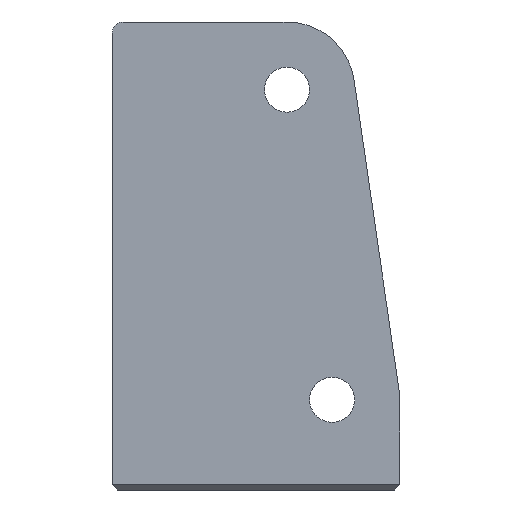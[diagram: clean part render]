
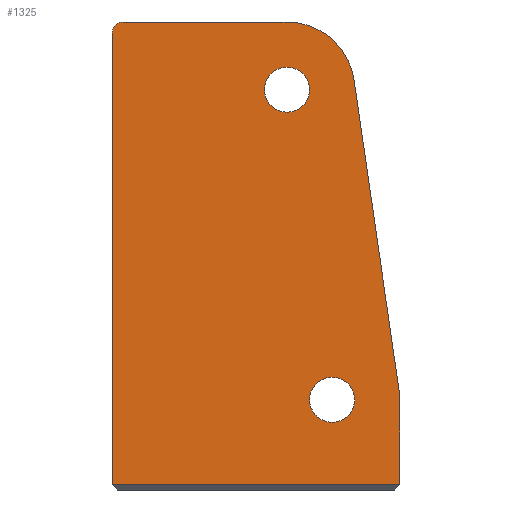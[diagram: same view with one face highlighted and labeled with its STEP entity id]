
A CAD part, left-side view. The second image highlights one B-rep face of the part: STEP entity #1325.
In plain terms, the highlighted planar face has unit normal (-1, 0, 0).
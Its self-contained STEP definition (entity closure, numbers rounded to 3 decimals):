
#57 = VERTEX_POINT ( 'NONE', #1164 ) ;
#63 = ORIENTED_EDGE ( 'NONE', *, *, #1471, .T. ) ;
#65 = CIRCLE ( 'NONE', #660, 2. ) ;
#72 = CARTESIAN_POINT ( 'NONE',  ( -4., -10., 36.5 ) ) ;
#116 = AXIS2_PLACEMENT_3D ( 'NONE', #1555, #2541, #1624 ) ;
#155 = DIRECTION ( 'NONE',  ( 1., 0., 0. ) ) ;
#174 = EDGE_CURVE ( 'NONE', #962, #2885, #2167, .T. ) ;
#256 = CARTESIAN_POINT ( 'NONE',  ( -4., -14., 7. ) ) ;
#261 = EDGE_LOOP ( 'NONE', ( #2590, #2348 ) ) ;
#267 = ORIENTED_EDGE ( 'NONE', *, *, #377, .T. ) ;
#299 = VERTEX_POINT ( 'NONE', #3028 ) ;
#349 = CARTESIAN_POINT ( 'NONE',  ( -4., -20., 40.5 ) ) ;
#353 = EDGE_CURVE ( 'NONE', #299, #358, #2831, .T. ) ;
#357 = CARTESIAN_POINT ( 'NONE',  ( -4., 5.5, -1. ) ) ;
#358 = VERTEX_POINT ( 'NONE', #513 ) ;
#364 = CARTESIAN_POINT ( 'NONE',  ( -4., -10., 32.5 ) ) ;
#377 = EDGE_CURVE ( 'NONE', #57, #1295, #419, .T. ) ;
#419 = LINE ( 'NONE', #733, #3027 ) ;
#425 = EDGE_CURVE ( 'NONE', #1332, #3078, #1616, .T. ) ;
#430 = EDGE_CURVE ( 'NONE', #57, #2513, #2295, .T. ) ;
#507 = EDGE_LOOP ( 'NONE', ( #3173, #1126 ) ) ;
#513 = CARTESIAN_POINT ( 'NONE',  ( -4., -19.938, 7.864 ) ) ;
#518 = EDGE_CURVE ( 'NONE', #1332, #2513, #2107, .T. ) ;
#554 = VERTEX_POINT ( 'NONE', #1291 ) ;
#660 = AXIS2_PLACEMENT_3D ( 'NONE', #872, #155, #2862 ) ;
#725 = CIRCLE ( 'NONE', #2484, 2. ) ;
#733 = CARTESIAN_POINT ( 'NONE',  ( -4., 5.5, -0.5 ) ) ;
#745 = DIRECTION ( 'NONE',  ( 0., 0., -1. ) ) ;
#749 = DIRECTION ( 'NONE',  ( 1., 0., 0. ) ) ;
#872 = CARTESIAN_POINT ( 'NONE',  ( -4., -14., 7. ) ) ;
#951 = VECTOR ( 'NONE', #2181, 1000. ) ;
#962 = VERTEX_POINT ( 'NONE', #72 ) ;
#963 = VECTOR ( 'NONE', #971, 1000. ) ;
#971 = DIRECTION ( 'NONE',  ( 0., -1., 0. ) ) ;
#1056 = CARTESIAN_POINT ( 'NONE',  ( -4., -10., 34.5 ) ) ;
#1102 = CARTESIAN_POINT ( 'NONE',  ( -4., 4.5, 39.5 ) ) ;
#1124 = CARTESIAN_POINT ( 'NONE',  ( -4., 5.5, 39.5 ) ) ;
#1126 = ORIENTED_EDGE ( 'NONE', *, *, #174, .T. ) ;
#1144 = CIRCLE ( 'NONE', #116, 6. ) ;
#1152 = ORIENTED_EDGE ( 'NONE', *, *, #430, .F. ) ;
#1160 = VERTEX_POINT ( 'NONE', #1232 ) ;
#1164 = CARTESIAN_POINT ( 'NONE',  ( -4., 5.5, -0.5 ) ) ;
#1217 = CARTESIAN_POINT ( 'NONE',  ( -4., 5.5, -1. ) ) ;
#1232 = CARTESIAN_POINT ( 'NONE',  ( -4., -15.938, 35.364 ) ) ;
#1236 = ORIENTED_EDGE ( 'NONE', *, *, #518, .T. ) ;
#1242 = DIRECTION ( 'NONE',  ( 0., -1., 0. ) ) ;
#1267 = DIRECTION ( 'NONE',  ( 0., 0., -1. ) ) ;
#1291 = CARTESIAN_POINT ( 'NONE',  ( -4., -14., 9. ) ) ;
#1295 = VERTEX_POINT ( 'NONE', #1996 ) ;
#1301 = PLANE ( 'NONE',  #1414 ) ;
#1318 = EDGE_CURVE ( 'NONE', #2885, #962, #725, .T. ) ;
#1325 = ADVANCED_FACE ( 'NONE', ( #2122, #1452, #1374 ), #1301, .F. ) ;
#1332 = VERTEX_POINT ( 'NONE', #1553 ) ;
#1347 = LINE ( 'NONE', #349, #2055 ) ;
#1374 = FACE_OUTER_BOUND ( 'NONE', #2945, .T. ) ;
#1414 = AXIS2_PLACEMENT_3D ( 'NONE', #357, #1573, #2792 ) ;
#1452 = FACE_BOUND ( 'NONE', #507, .T. ) ;
#1471 = EDGE_CURVE ( 'NONE', #1295, #299, #1347, .T. ) ;
#1553 = CARTESIAN_POINT ( 'NONE',  ( -4., 4.5, 40.5 ) ) ;
#1555 = CARTESIAN_POINT ( 'NONE',  ( -4., -10., 34.5 ) ) ;
#1566 = AXIS2_PLACEMENT_3D ( 'NONE', #1102, #2522, #1267 ) ;
#1573 = DIRECTION ( 'NONE',  ( 1., 0., 0. ) ) ;
#1616 = LINE ( 'NONE', #2448, #963 ) ;
#1624 = DIRECTION ( 'NONE',  ( 0., 0., -1. ) ) ;
#1644 = VERTEX_POINT ( 'NONE', #2154 ) ;
#1706 = AXIS2_PLACEMENT_3D ( 'NONE', #3209, #749, #2725 ) ;
#1721 = DIRECTION ( 'NONE',  ( -1., 0., 0. ) ) ;
#1812 = DIRECTION ( 'NONE',  ( 1., 0., 0. ) ) ;
#1845 = AXIS2_PLACEMENT_3D ( 'NONE', #256, #1721, #745 ) ;
#1938 = EDGE_CURVE ( 'NONE', #1160, #3078, #1144, .T. ) ;
#1976 = CARTESIAN_POINT ( 'NONE',  ( -4., -14., 7. ) ) ;
#1983 = EDGE_CURVE ( 'NONE', #358, #1160, #2239, .T. ) ;
#1996 = CARTESIAN_POINT ( 'NONE',  ( -4., -20., -0.5 ) ) ;
#2055 = VECTOR ( 'NONE', #3082, 1000. ) ;
#2057 = DIRECTION ( 'NONE',  ( 0., 0., -1. ) ) ;
#2107 = CIRCLE ( 'NONE', #1566, 1. ) ;
#2122 = FACE_BOUND ( 'NONE', #261, .T. ) ;
#2154 = CARTESIAN_POINT ( 'NONE',  ( -4., -14., 5. ) ) ;
#2162 = CARTESIAN_POINT ( 'NONE',  ( -4., -15.938, 35.364 ) ) ;
#2167 = CIRCLE ( 'NONE', #1706, 2. ) ;
#2181 = DIRECTION ( 'NONE',  ( 0., 0.144, 0.99 ) ) ;
#2184 = ORIENTED_EDGE ( 'NONE', *, *, #1938, .T. ) ;
#2238 = DIRECTION ( 'NONE',  ( 0., 0., -1. ) ) ;
#2239 = LINE ( 'NONE', #2162, #951 ) ;
#2295 = LINE ( 'NONE', #1217, #2712 ) ;
#2348 = ORIENTED_EDGE ( 'NONE', *, *, #2610, .T. ) ;
#2404 = CARTESIAN_POINT ( 'NONE',  ( -4., -10., 40.5 ) ) ;
#2420 = ORIENTED_EDGE ( 'NONE', *, *, #1983, .T. ) ;
#2442 = DIRECTION ( 'NONE',  ( 1., 0., 0. ) ) ;
#2448 = CARTESIAN_POINT ( 'NONE',  ( -4., 5.5, 40.5 ) ) ;
#2472 = ORIENTED_EDGE ( 'NONE', *, *, #353, .T. ) ;
#2484 = AXIS2_PLACEMENT_3D ( 'NONE', #1056, #1812, #2057 ) ;
#2485 = ORIENTED_EDGE ( 'NONE', *, *, #425, .F. ) ;
#2513 = VERTEX_POINT ( 'NONE', #1124 ) ;
#2522 = DIRECTION ( 'NONE',  ( -1., 0., 0. ) ) ;
#2541 = DIRECTION ( 'NONE',  ( -1., 0., 0. ) ) ;
#2590 = ORIENTED_EDGE ( 'NONE', *, *, #2957, .T. ) ;
#2610 = EDGE_CURVE ( 'NONE', #554, #1644, #3004, .T. ) ;
#2613 = AXIS2_PLACEMENT_3D ( 'NONE', #1976, #2442, #2238 ) ;
#2712 = VECTOR ( 'NONE', #3204, 1000. ) ;
#2725 = DIRECTION ( 'NONE',  ( 0., 0., -1. ) ) ;
#2792 = DIRECTION ( 'NONE',  ( 0., 0., -1. ) ) ;
#2831 = CIRCLE ( 'NONE', #1845, 6. ) ;
#2862 = DIRECTION ( 'NONE',  ( 0., 0., -1. ) ) ;
#2885 = VERTEX_POINT ( 'NONE', #364 ) ;
#2945 = EDGE_LOOP ( 'NONE', ( #1152, #267, #63, #2472, #2420, #2184, #2485, #1236 ) ) ;
#2957 = EDGE_CURVE ( 'NONE', #1644, #554, #65, .T. ) ;
#3004 = CIRCLE ( 'NONE', #2613, 2. ) ;
#3027 = VECTOR ( 'NONE', #1242, 1000. ) ;
#3028 = CARTESIAN_POINT ( 'NONE',  ( -4., -20., 7. ) ) ;
#3078 = VERTEX_POINT ( 'NONE', #2404 ) ;
#3082 = DIRECTION ( 'NONE',  ( 0., 0., 1. ) ) ;
#3173 = ORIENTED_EDGE ( 'NONE', *, *, #1318, .T. ) ;
#3204 = DIRECTION ( 'NONE',  ( 0., 0., 1. ) ) ;
#3209 = CARTESIAN_POINT ( 'NONE',  ( -4., -10., 34.5 ) ) ;
